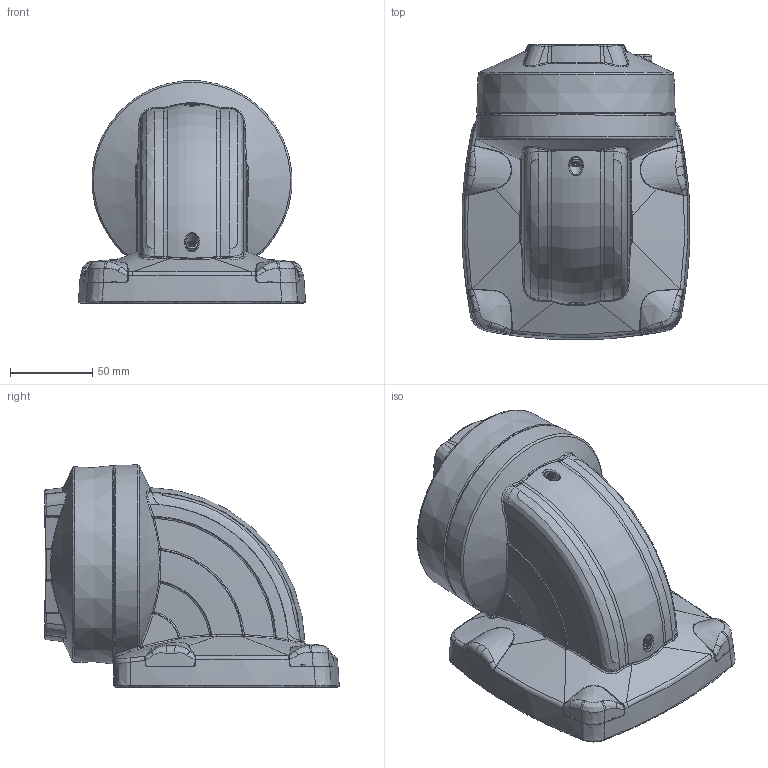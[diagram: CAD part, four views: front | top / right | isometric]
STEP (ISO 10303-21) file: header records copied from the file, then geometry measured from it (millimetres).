
FILE_DESCRIPTION (( 'STEP AP214' ), '1' );
FILE_NAME ('TK060.710_REV1.STEP', '2024-08-16T17:55:52', ( '' ), ( '' ), 'SwSTEP 2.0', 'SolidWorks 2023', '' );
FILE_SCHEMA (( 'AUTOMOTIVE_DESIGN' ));
Length unit declared in the file: inch
Products named in the file (1): TK060.710_REV1
Bounding box: 138.37 x 179.15 x 134.87 mm (x, y, z)
Volume: 1034863.6 mm3; surface area: 187015.2 mm2
Topology: 3 solids, 54 shells, 1568 faces, 3872 edges, 2341 vertices
Faces by surface type: bspline 873, plane 225, cone 166, cylinder 164, torus 119, sphere 21
Full cylindrical faces by diameter (mm): 3.15 x2, 3.542 x4, 4 x1, 4.262 x1, 4.303 x1, 4.708 x8, 6.701 x1, 6.867 x5, 14.77 x1, 17.251 x1, 45.76 x1, 114.396 x1
Entity records: 119073 total; most frequent: CARTESIAN_POINT 90459, ORIENTED_EDGE 7364, EDGE_CURVE 3682, DIRECTION 3680, VERTEX_POINT 2300, B_SPLINE_CURVE_WITH_KNOTS 2252, EDGE_LOOP 1680, AXIS2_PLACEMENT_3D 1621
